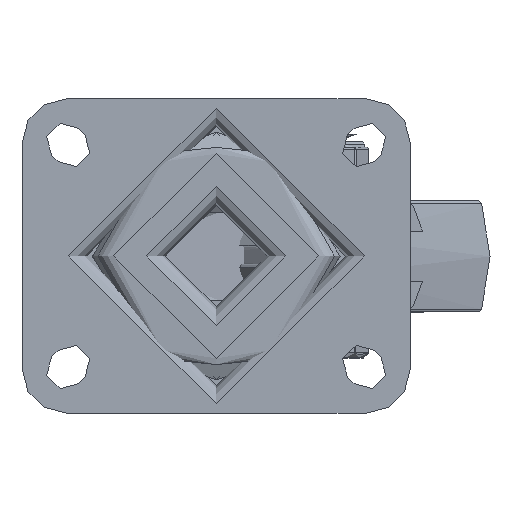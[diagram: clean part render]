
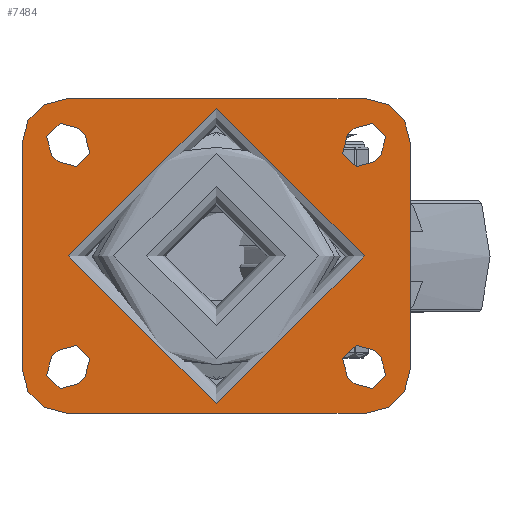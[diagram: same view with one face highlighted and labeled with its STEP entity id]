
A CAD part, top view. The second image highlights one B-rep face of the part: STEP entity #7484.
In plain terms, the highlighted planar face has unit normal (0, 0, 1).
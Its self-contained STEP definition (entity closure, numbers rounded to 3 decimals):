
#530=FACE_BOUND('',#2547,.T.);
#531=FACE_BOUND('',#2548,.T.);
#532=FACE_BOUND('',#2549,.T.);
#533=FACE_BOUND('',#2550,.T.);
#534=FACE_BOUND('',#2551,.T.);
#585=PLANE('',#8134);
#796=LINE('',#11383,#1357);
#797=LINE('',#11384,#1358);
#798=LINE('',#11385,#1359);
#799=LINE('',#11386,#1360);
#800=LINE('',#11387,#1361);
#801=LINE('',#11388,#1362);
#802=LINE('',#11389,#1363);
#803=LINE('',#11390,#1364);
#804=LINE('',#11391,#1365);
#805=LINE('',#11392,#1366);
#806=LINE('',#11393,#1367);
#807=LINE('',#11394,#1368);
#1357=VECTOR('',#9114,1000.);
#1358=VECTOR('',#9115,1000.);
#1359=VECTOR('',#9116,1000.);
#1360=VECTOR('',#9117,1000.);
#1361=VECTOR('',#9118,1000.);
#1362=VECTOR('',#9119,1000.);
#1363=VECTOR('',#9120,1000.);
#1364=VECTOR('',#9121,1000.);
#1365=VECTOR('',#9122,1000.);
#1366=VECTOR('',#9123,1000.);
#1367=VECTOR('',#9124,1000.);
#1368=VECTOR('',#9125,1000.);
#2094=FACE_OUTER_BOUND('',#2546,.T.);
#2546=EDGE_LOOP('',(#5315,#5316,#5317,#5318,#5319,#5320,#5321,#5322));
#2547=EDGE_LOOP('',(#5323));
#2548=EDGE_LOOP('',(#5324,#5325,#5326,#5327));
#2549=EDGE_LOOP('',(#5328,#5329,#5330,#5331));
#2550=EDGE_LOOP('',(#5332,#5333,#5334,#5335));
#2551=EDGE_LOOP('',(#5336,#5337,#5338,#5339));
#3020=CIRCLE('',#8058,5.125);
#3021=CIRCLE('',#8060,5.125);
#3024=CIRCLE('',#8064,5.125);
#3025=CIRCLE('',#8066,5.125);
#3027=CIRCLE('',#8069,5.125);
#3030=CIRCLE('',#8073,5.125);
#3031=CIRCLE('',#8075,5.125);
#3034=CIRCLE('',#8079,5.125);
#3035=CIRCLE('',#8081,12.);
#3037=CIRCLE('',#8084,12.);
#3039=CIRCLE('',#8087,12.);
#3041=CIRCLE('',#8090,12.);
#3044=CIRCLE('',#8095,40.);
#3392=VERTEX_POINT('',#11212);
#3393=VERTEX_POINT('',#11214);
#3394=VERTEX_POINT('',#11218);
#3395=VERTEX_POINT('',#11219);
#3400=VERTEX_POINT('',#11230);
#3401=VERTEX_POINT('',#11232);
#3402=VERTEX_POINT('',#11236);
#3403=VERTEX_POINT('',#11237);
#3406=VERTEX_POINT('',#11245);
#3407=VERTEX_POINT('',#11246);
#3412=VERTEX_POINT('',#11257);
#3413=VERTEX_POINT('',#11259);
#3414=VERTEX_POINT('',#11263);
#3415=VERTEX_POINT('',#11264);
#3420=VERTEX_POINT('',#11275);
#3421=VERTEX_POINT('',#11277);
#3422=VERTEX_POINT('',#11281);
#3423=VERTEX_POINT('',#11282);
#3426=VERTEX_POINT('',#11290);
#3427=VERTEX_POINT('',#11291);
#3430=VERTEX_POINT('',#11299);
#3431=VERTEX_POINT('',#11300);
#3434=VERTEX_POINT('',#11308);
#3435=VERTEX_POINT('',#11309);
#3439=VERTEX_POINT('',#11321);
#4093=EDGE_CURVE('',#3393,#3392,#3020,.T.);
#4095=EDGE_CURVE('',#3394,#3395,#3021,.T.);
#4101=EDGE_CURVE('',#3401,#3400,#3024,.T.);
#4103=EDGE_CURVE('',#3402,#3403,#3025,.T.);
#4107=EDGE_CURVE('',#3406,#3407,#3027,.T.);
#4113=EDGE_CURVE('',#3413,#3412,#3030,.T.);
#4115=EDGE_CURVE('',#3414,#3415,#3031,.T.);
#4121=EDGE_CURVE('',#3421,#3420,#3034,.T.);
#4123=EDGE_CURVE('',#3422,#3423,#3035,.T.);
#4127=EDGE_CURVE('',#3426,#3427,#3037,.T.);
#4131=EDGE_CURVE('',#3430,#3431,#3039,.T.);
#4135=EDGE_CURVE('',#3434,#3435,#3041,.T.);
#4141=EDGE_CURVE('',#3439,#3439,#3044,.T.);
#4170=EDGE_CURVE('',#3431,#3434,#796,.T.);
#4171=EDGE_CURVE('',#3427,#3430,#797,.T.);
#4172=EDGE_CURVE('',#3423,#3426,#798,.T.);
#4173=EDGE_CURVE('',#3435,#3422,#799,.T.);
#4174=EDGE_CURVE('',#3415,#3421,#800,.T.);
#4175=EDGE_CURVE('',#3420,#3414,#801,.T.);
#4176=EDGE_CURVE('',#3407,#3413,#802,.T.);
#4177=EDGE_CURVE('',#3412,#3406,#803,.T.);
#4178=EDGE_CURVE('',#3400,#3402,#804,.T.);
#4179=EDGE_CURVE('',#3403,#3401,#805,.T.);
#4180=EDGE_CURVE('',#3392,#3394,#806,.T.);
#4181=EDGE_CURVE('',#3395,#3393,#807,.T.);
#5315=ORIENTED_EDGE('',*,*,#4135,.F.);
#5316=ORIENTED_EDGE('',*,*,#4170,.F.);
#5317=ORIENTED_EDGE('',*,*,#4131,.F.);
#5318=ORIENTED_EDGE('',*,*,#4171,.F.);
#5319=ORIENTED_EDGE('',*,*,#4127,.F.);
#5320=ORIENTED_EDGE('',*,*,#4172,.F.);
#5321=ORIENTED_EDGE('',*,*,#4123,.F.);
#5322=ORIENTED_EDGE('',*,*,#4173,.F.);
#5323=ORIENTED_EDGE('',*,*,#4141,.F.);
#5324=ORIENTED_EDGE('',*,*,#4174,.T.);
#5325=ORIENTED_EDGE('',*,*,#4121,.T.);
#5326=ORIENTED_EDGE('',*,*,#4175,.T.);
#5327=ORIENTED_EDGE('',*,*,#4115,.T.);
#5328=ORIENTED_EDGE('',*,*,#4176,.T.);
#5329=ORIENTED_EDGE('',*,*,#4113,.T.);
#5330=ORIENTED_EDGE('',*,*,#4177,.T.);
#5331=ORIENTED_EDGE('',*,*,#4107,.T.);
#5332=ORIENTED_EDGE('',*,*,#4178,.T.);
#5333=ORIENTED_EDGE('',*,*,#4103,.T.);
#5334=ORIENTED_EDGE('',*,*,#4179,.T.);
#5335=ORIENTED_EDGE('',*,*,#4101,.T.);
#5336=ORIENTED_EDGE('',*,*,#4180,.T.);
#5337=ORIENTED_EDGE('',*,*,#4095,.T.);
#5338=ORIENTED_EDGE('',*,*,#4181,.T.);
#5339=ORIENTED_EDGE('',*,*,#4093,.T.);
#7484=ADVANCED_FACE('',(#2094,#530,#531,#532,#533,#534),#585,.T.);
#8058=AXIS2_PLACEMENT_3D('',#11215,#8932,#8933);
#8060=AXIS2_PLACEMENT_3D('',#11220,#8937,#8938);
#8064=AXIS2_PLACEMENT_3D('',#11233,#8948,#8949);
#8066=AXIS2_PLACEMENT_3D('',#11238,#8953,#8954);
#8069=AXIS2_PLACEMENT_3D('',#11247,#8961,#8962);
#8073=AXIS2_PLACEMENT_3D('',#11260,#8972,#8973);
#8075=AXIS2_PLACEMENT_3D('',#11265,#8977,#8978);
#8079=AXIS2_PLACEMENT_3D('',#11278,#8988,#8989);
#8081=AXIS2_PLACEMENT_3D('',#11283,#8993,#8994);
#8084=AXIS2_PLACEMENT_3D('',#11292,#9001,#9002);
#8087=AXIS2_PLACEMENT_3D('',#11301,#9009,#9010);
#8090=AXIS2_PLACEMENT_3D('',#11310,#9017,#9018);
#8095=AXIS2_PLACEMENT_3D('',#11322,#9030,#9031);
#8134=AXIS2_PLACEMENT_3D('',#11382,#9112,#9113);
#8932=DIRECTION('center_axis',(0.,0.,-1.));
#8933=DIRECTION('ref_axis',(-1.,0.,0.));
#8937=DIRECTION('center_axis',(0.,0.,-1.));
#8938=DIRECTION('ref_axis',(-1.,0.,0.));
#8948=DIRECTION('center_axis',(0.,0.,-1.));
#8949=DIRECTION('ref_axis',(-1.,0.,0.));
#8953=DIRECTION('center_axis',(0.,0.,-1.));
#8954=DIRECTION('ref_axis',(-1.,0.,0.));
#8961=DIRECTION('center_axis',(0.,0.,-1.));
#8962=DIRECTION('ref_axis',(1.,0.,0.));
#8972=DIRECTION('center_axis',(0.,0.,-1.));
#8973=DIRECTION('ref_axis',(1.,0.,0.));
#8977=DIRECTION('center_axis',(0.,0.,-1.));
#8978=DIRECTION('ref_axis',(1.,0.,0.));
#8988=DIRECTION('center_axis',(0.,0.,-1.));
#8989=DIRECTION('ref_axis',(1.,0.,0.));
#8993=DIRECTION('center_axis',(0.,0.,-1.));
#8994=DIRECTION('ref_axis',(-0.707,0.707,0.));
#9001=DIRECTION('center_axis',(0.,0.,-1.));
#9002=DIRECTION('ref_axis',(0.707,0.707,0.));
#9009=DIRECTION('center_axis',(0.,0.,-1.));
#9010=DIRECTION('ref_axis',(0.707,-0.707,0.));
#9017=DIRECTION('center_axis',(0.,0.,-1.));
#9018=DIRECTION('ref_axis',(-0.707,-0.707,0.));
#9030=DIRECTION('center_axis',(0.,0.,1.));
#9031=DIRECTION('ref_axis',(1.,0.,0.));
#9112=DIRECTION('center_axis',(0.,0.,1.));
#9113=DIRECTION('ref_axis',(1.,0.,0.));
#9114=DIRECTION('',(-1.,0.,0.));
#9115=DIRECTION('',(0.,-1.,0.));
#9116=DIRECTION('',(1.,0.,0.));
#9117=DIRECTION('',(0.,1.,0.));
#9118=DIRECTION('',(-0.707,0.707,0.));
#9119=DIRECTION('',(0.707,-0.707,0.));
#9120=DIRECTION('',(-0.707,-0.707,0.));
#9121=DIRECTION('',(0.707,0.707,0.));
#9122=DIRECTION('',(-0.707,-0.707,0.));
#9123=DIRECTION('',(0.707,0.707,0.));
#9124=DIRECTION('',(-0.707,0.707,0.));
#9125=DIRECTION('',(0.707,-0.707,0.));
#11212=CARTESIAN_POINT('',(37.26,-34.508,0.));
#11214=CARTESIAN_POINT('',(44.508,-27.26,0.));
#11215=CARTESIAN_POINT('Origin',(40.884,-30.884,0.));
#11218=CARTESIAN_POINT('',(35.492,-32.74,0.));
#11219=CARTESIAN_POINT('',(42.74,-25.492,0.));
#11220=CARTESIAN_POINT('Origin',(39.116,-29.116,0.));
#11230=CARTESIAN_POINT('',(44.508,27.26,0.));
#11232=CARTESIAN_POINT('',(37.26,34.508,0.));
#11233=CARTESIAN_POINT('Origin',(40.884,30.884,0.));
#11236=CARTESIAN_POINT('',(42.74,25.492,0.));
#11237=CARTESIAN_POINT('',(35.492,32.74,0.));
#11238=CARTESIAN_POINT('Origin',(39.116,29.116,0.));
#11245=CARTESIAN_POINT('',(-42.74,-25.492,0.));
#11246=CARTESIAN_POINT('',(-35.492,-32.74,0.));
#11247=CARTESIAN_POINT('Origin',(-39.116,-29.116,0.));
#11257=CARTESIAN_POINT('',(-44.508,-27.26,0.));
#11259=CARTESIAN_POINT('',(-37.26,-34.508,0.));
#11260=CARTESIAN_POINT('Origin',(-40.884,-30.884,0.));
#11263=CARTESIAN_POINT('',(-35.492,32.74,0.));
#11264=CARTESIAN_POINT('',(-42.74,25.492,0.));
#11265=CARTESIAN_POINT('Origin',(-39.116,29.116,0.));
#11275=CARTESIAN_POINT('',(-37.26,34.508,0.));
#11277=CARTESIAN_POINT('',(-44.508,27.26,0.));
#11278=CARTESIAN_POINT('Origin',(-40.884,30.884,0.));
#11281=CARTESIAN_POINT('',(-52.5,30.5,0.));
#11282=CARTESIAN_POINT('',(-40.5,42.5,0.));
#11283=CARTESIAN_POINT('Origin',(-40.5,30.5,0.));
#11290=CARTESIAN_POINT('',(40.5,42.5,0.));
#11291=CARTESIAN_POINT('',(52.5,30.5,0.));
#11292=CARTESIAN_POINT('Origin',(40.5,30.5,0.));
#11299=CARTESIAN_POINT('',(52.5,-30.5,0.));
#11300=CARTESIAN_POINT('',(40.5,-42.5,0.));
#11301=CARTESIAN_POINT('Origin',(40.5,-30.5,0.));
#11308=CARTESIAN_POINT('',(-40.5,-42.5,0.));
#11309=CARTESIAN_POINT('',(-52.5,-30.5,0.));
#11310=CARTESIAN_POINT('Origin',(-40.5,-30.5,0.));
#11321=CARTESIAN_POINT('',(40.,0.,0.));
#11322=CARTESIAN_POINT('Origin',(0.,0.,0.));
#11382=CARTESIAN_POINT('Origin',(0.,0.,0.));
#11383=CARTESIAN_POINT('',(52.5,-42.5,0.));
#11384=CARTESIAN_POINT('',(52.5,42.5,0.));
#11385=CARTESIAN_POINT('',(-52.5,42.5,0.));
#11386=CARTESIAN_POINT('',(-52.5,-42.5,0.));
#11387=CARTESIAN_POINT('',(-44.508,27.26,0.));
#11388=CARTESIAN_POINT('',(-37.26,34.508,0.));
#11389=CARTESIAN_POINT('',(-37.26,-34.508,0.));
#11390=CARTESIAN_POINT('',(-44.508,-27.26,0.));
#11391=CARTESIAN_POINT('',(44.508,27.26,0.));
#11392=CARTESIAN_POINT('',(37.26,34.508,0.));
#11393=CARTESIAN_POINT('',(37.26,-34.508,0.));
#11394=CARTESIAN_POINT('',(44.508,-27.26,0.));
